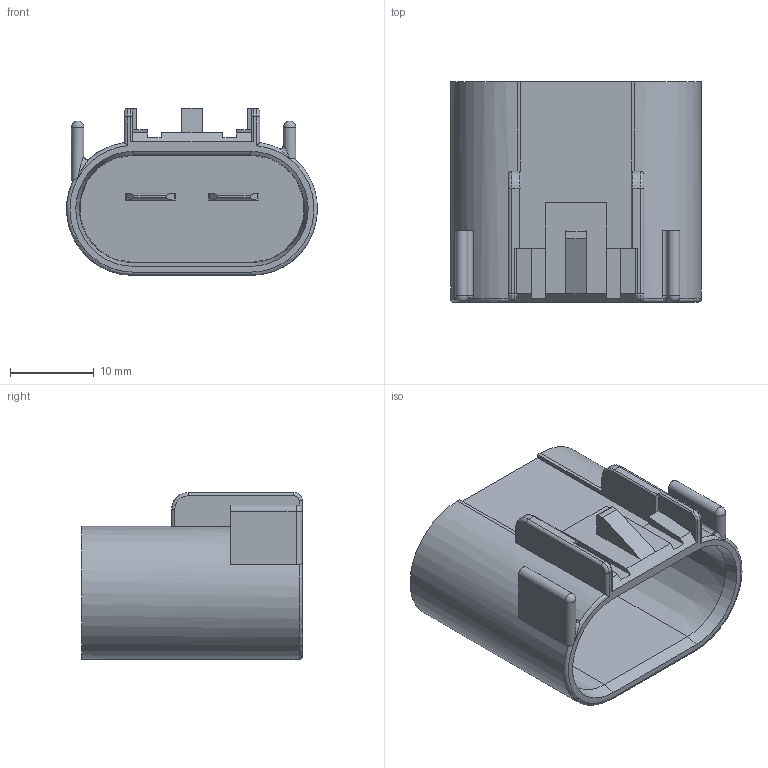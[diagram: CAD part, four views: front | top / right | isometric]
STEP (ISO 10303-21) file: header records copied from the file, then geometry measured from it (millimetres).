
FILE_DESCRIPTION(/* description */ (''),/* implementation_level */ '2;1');
FILE_NAME(/* name */ '630-S-002-1-C01.stp',/* time_stamp */ '2011-11-22T07:50:00-05:00',/* author */ (''),/* organization */ (''),/* preprocessor_version */ 'ST-DEVELOPER v11',/* originating_system */ 'SIEMENS PLM Software NX 7.5',/* authorisation */ '');
FILE_SCHEMA (('CONFIG_CONTROL_DESIGN'));
Length unit declared in the file: millimetre
Products named in the file (1): uscar_630_c_01
Bounding box: 30 x 26.4 x 19.98 mm (x, y, z)
Volume: 5571.1 mm3; surface area: 5433.6 mm2
Topology: 3 solids, 3 shells, 130 faces, 335 edges, 208 vertices
Faces by surface type: plane 72, cylinder 36, torus 12, cone 4, bspline 4, sphere 2
Entity records: 4189 total; most frequent: CARTESIAN_POINT 947, DIRECTION 660, ORIENTED_EDGE 658, EDGE_CURVE 329, LINE 220, VECTOR 220, AXIS2_PLACEMENT_3D 220, VERTEX_POINT 206
